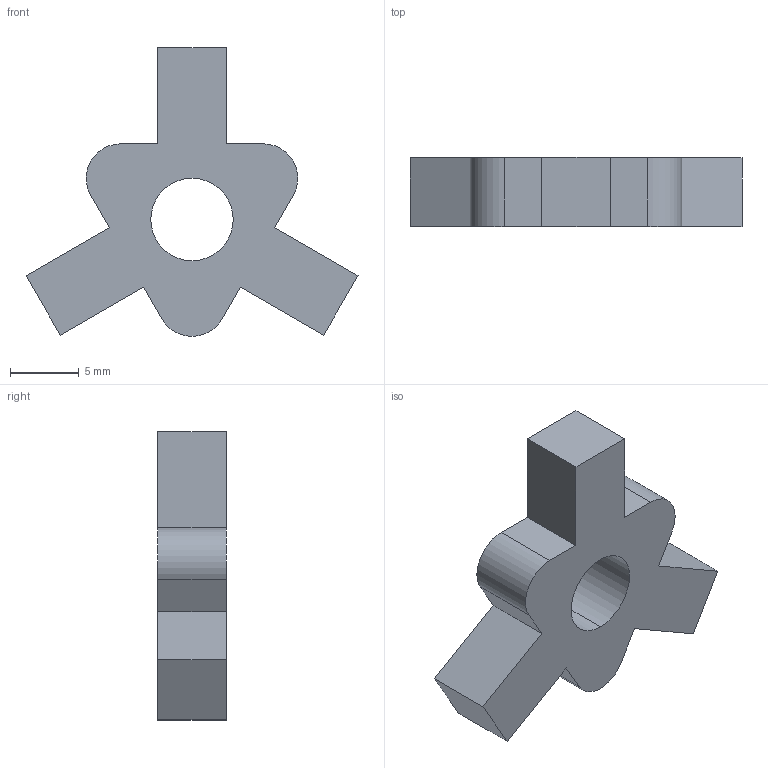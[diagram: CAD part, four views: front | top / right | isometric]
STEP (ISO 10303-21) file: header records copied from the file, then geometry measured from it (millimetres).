
FILE_DESCRIPTION (( 'STEP AP214' ), '1' );
FILE_NAME ('foot1 v2.STEP', '2024-05-09T04:26:14', ( '' ), ( '' ), 'SwSTEP 2.0', 'SolidWorks 2023', '' );
FILE_SCHEMA (( 'AUTOMOTIVE_DESIGN' ));
Length unit declared in the file: millimetre
Products named in the file (1): foot1 v2
Bounding box: 24.15 x 5 x 21 mm (x, y, z)
Volume: 1105.3 mm3; surface area: 980.8 mm2
Topology: 1 solids, 1 shells, 23 faces, 63 edges, 42 vertices
Faces by surface type: plane 17, cylinder 6
Entity records: 756 total; most frequent: CARTESIAN_POINT 129, ORIENTED_EDGE 126, DIRECTION 123, EDGE_CURVE 63, LINE 51, VECTOR 51, VERTEX_POINT 42, AXIS2_PLACEMENT_3D 36
